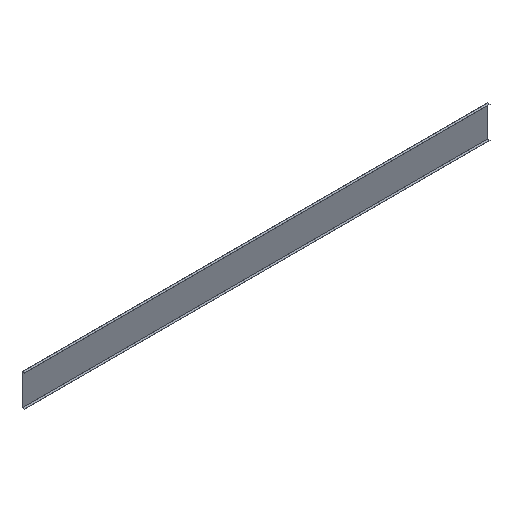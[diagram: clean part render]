
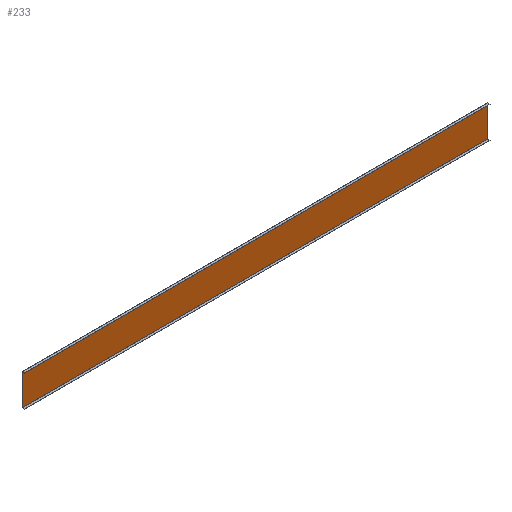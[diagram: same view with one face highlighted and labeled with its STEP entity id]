
A CAD part, isometric view. The second image highlights one B-rep face of the part: STEP entity #233.
In plain terms, the highlighted planar face has unit normal (0, -1, 0).
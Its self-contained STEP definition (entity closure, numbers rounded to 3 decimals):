
#20 = AXIS2_PLACEMENT_3D ( 'NONE', #241, #74, #270 ) ;
#40 = CARTESIAN_POINT ( 'NONE',  ( 0., 0., -1. ) ) ;
#56 = FACE_OUTER_BOUND ( 'NONE', #231, .T. ) ;
#74 = DIRECTION ( 'NONE',  ( 0., -1., 0. ) ) ;
#89 = CARTESIAN_POINT ( 'NONE',  ( 0., 0., 199. ) ) ;
#99 = CARTESIAN_POINT ( 'NONE',  ( 1492.5, 0., -1. ) ) ;
#124 = LINE ( 'NONE', #40, #266 ) ;
#126 = DIRECTION ( 'NONE',  ( 0., 0., -1. ) ) ;
#128 = CARTESIAN_POINT ( 'NONE',  ( -1492.5, 0., -1. ) ) ;
#159 = DIRECTION ( 'NONE',  ( 0., 0., -1. ) ) ;
#163 = EDGE_CURVE ( 'NONE', #312, #191, #310, .T. ) ;
#182 = PLANE ( 'NONE',  #20 ) ;
#186 = EDGE_CURVE ( 'NONE', #312, #227, #366, .T. ) ;
#191 = VERTEX_POINT ( 'NONE', #323 ) ;
#196 = LINE ( 'NONE', #325, #277 ) ;
#206 = ORIENTED_EDGE ( 'NONE', *, *, #186, .T. ) ;
#214 = CARTESIAN_POINT ( 'NONE',  ( -1492.5, 0., 199. ) ) ;
#224 = VECTOR ( 'NONE', #126, 1000. ) ;
#227 = VERTEX_POINT ( 'NONE', #128 ) ;
#231 = EDGE_LOOP ( 'NONE', ( #206, #264, #369, #347 ) ) ;
#233 = ADVANCED_FACE ( 'NONE', ( #56 ), #182, .T. ) ;
#241 = CARTESIAN_POINT ( 'NONE',  ( -1492.5, 0., 198. ) ) ;
#243 = DIRECTION ( 'NONE',  ( -1., 0., 0. ) ) ;
#246 = EDGE_CURVE ( 'NONE', #191, #290, #196, .T. ) ;
#264 = ORIENTED_EDGE ( 'NONE', *, *, #283, .F. ) ;
#266 = VECTOR ( 'NONE', #243, 1000. ) ;
#270 = DIRECTION ( 'NONE',  ( 0., 0., -1. ) ) ;
#277 = VECTOR ( 'NONE', #159, 1000. ) ;
#283 = EDGE_CURVE ( 'NONE', #290, #227, #124, .T. ) ;
#289 = DIRECTION ( 'NONE',  ( 1., 0., 0. ) ) ;
#290 = VERTEX_POINT ( 'NONE', #99 ) ;
#296 = CARTESIAN_POINT ( 'NONE',  ( -1492.5, 0., 198. ) ) ;
#310 = LINE ( 'NONE', #89, #316 ) ;
#312 = VERTEX_POINT ( 'NONE', #214 ) ;
#316 = VECTOR ( 'NONE', #289, 1000. ) ;
#323 = CARTESIAN_POINT ( 'NONE',  ( 1492.5, 0., 199. ) ) ;
#325 = CARTESIAN_POINT ( 'NONE',  ( 1492.5, 0., 198. ) ) ;
#347 = ORIENTED_EDGE ( 'NONE', *, *, #163, .F. ) ;
#366 = LINE ( 'NONE', #296, #224 ) ;
#369 = ORIENTED_EDGE ( 'NONE', *, *, #246, .F. ) ;
